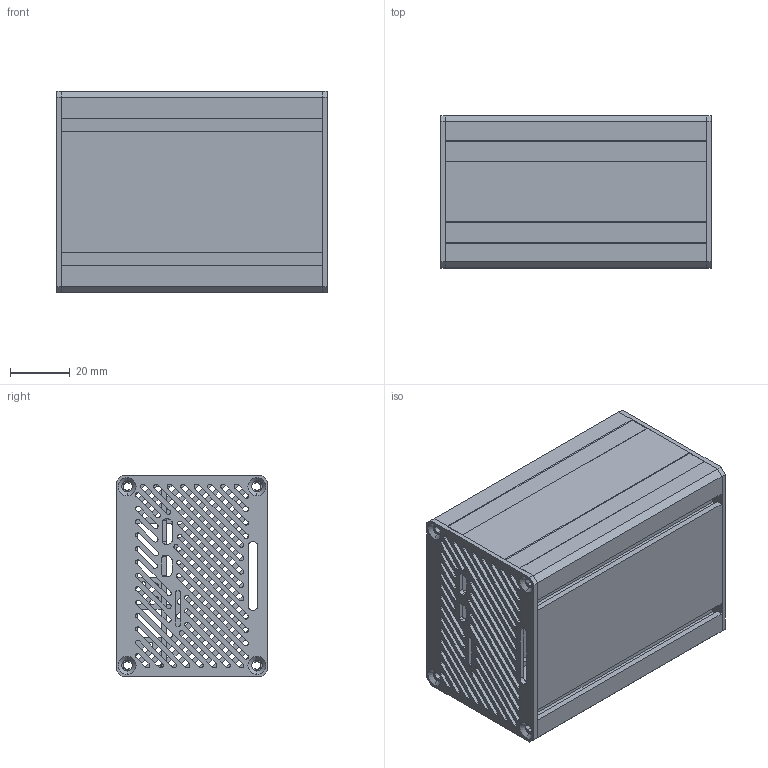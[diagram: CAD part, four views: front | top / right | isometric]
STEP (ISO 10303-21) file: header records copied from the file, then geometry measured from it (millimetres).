
FILE_DESCRIPTION (( 'STEP AP214' ), '1' );
FILE_NAME ('Parallella Assembly.STEP', '2015-09-21T15:37:25', ( '' ), ( '' ), 'SwSTEP 2.0', 'SolidWorks 2014', '' );
FILE_SCHEMA (( 'AUTOMOTIVE_DESIGN' ));
Length unit declared in the file: inch
Products named in the file (5): Parallella Assembly; Plate; Back Plate Ports; Front Plate Holes; Case
Assembly tree (4 placements, depth 2):
  Parallella Assembly
    Plate
    Front Plate Holes
    Back Plate Ports
    Case
Bounding box: 90.61 x 50.8 x 67.4 mm (x, y, z)
Volume: 69590.8 mm3; surface area: 82407.5 mm2
Topology: 4 solids, 4 shells, 608 faces, 1784 edges, 1184 vertices
Faces by surface type: plane 334, cylinder 258, cone 16
Entity records: 22771 total; most frequent: CARTESIAN_POINT 3583, ORIENTED_EDGE 3568, DIRECTION 3546, EDGE_CURVE 1784, LINE 1252, VECTOR 1252, VERTEX_POINT 1184, AXIS2_PLACEMENT_3D 1147
